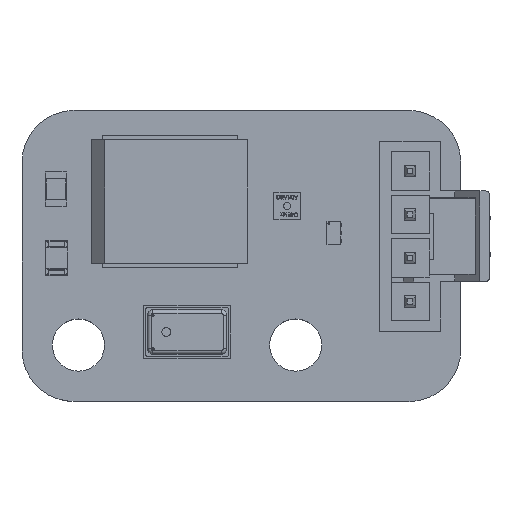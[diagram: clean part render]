
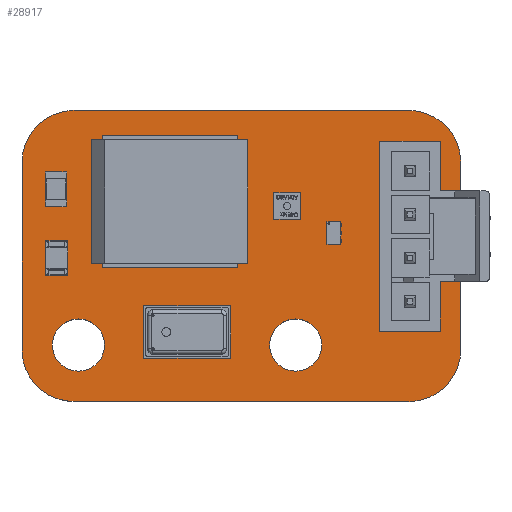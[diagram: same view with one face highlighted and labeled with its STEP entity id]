
A CAD part, top view. The second image highlights one B-rep face of the part: STEP entity #28917.
In plain terms, the highlighted planar face has unit normal (0, 0, 1).
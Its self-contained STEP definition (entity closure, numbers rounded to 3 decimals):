
#28659 = VERTEX_POINT('',#28660);
#28660 = CARTESIAN_POINT('',(9.625,8.375,1.6));
#28666 = EDGE_CURVE('',#28659,#28667,#28669,.T.);
#28667 = VERTEX_POINT('',#28668);
#28668 = CARTESIAN_POINT('',(12.623,5.543,1.6));
#28669 = CIRCLE('',#28670,2.998);
#28670 = AXIS2_PLACEMENT_3D('',#28671,#28672,#28673);
#28671 = CARTESIAN_POINT('',(9.629,5.377,1.6));
#28672 = DIRECTION('',(0.,0.,-1.));
#28673 = DIRECTION('',(-0.001,1.,0.));
#28701 = VERTEX_POINT('',#28702);
#28702 = CARTESIAN_POINT('',(-9.625,8.375,1.6));
#28708 = EDGE_CURVE('',#28701,#28659,#28709,.T.);
#28709 = LINE('',#28710,#28711);
#28710 = CARTESIAN_POINT('',(-9.625,8.375,1.6));
#28711 = VECTOR('',#28712,1.);
#28712 = DIRECTION('',(1.,0.,0.));
#28730 = EDGE_CURVE('',#28667,#28731,#28733,.T.);
#28731 = VERTEX_POINT('',#28732);
#28732 = CARTESIAN_POINT('',(12.625,5.375,1.6));
#28733 = LINE('',#28734,#28735);
#28734 = CARTESIAN_POINT('',(12.623,5.543,1.6));
#28735 = VECTOR('',#28736,1.);
#28736 = DIRECTION('',(0.014,-1.,0.));
#28917 = ADVANCED_FACE('',(#28918,#28996,#29007,#29018,#29029,#29040,
    #29051,#29062),#29073,.T.);
#28918 = FACE_BOUND('',#28919,.T.);
#28919 = EDGE_LOOP('',(#28920,#28921,#28922,#28930,#28939,#28947,#28955,
    #28964,#28972,#28980,#28989,#28995));
#28920 = ORIENTED_EDGE('',*,*,#28666,.F.);
#28921 = ORIENTED_EDGE('',*,*,#28708,.F.);
#28922 = ORIENTED_EDGE('',*,*,#28923,.F.);
#28923 = EDGE_CURVE('',#28924,#28701,#28926,.T.);
#28924 = VERTEX_POINT('',#28925);
#28925 = CARTESIAN_POINT('',(-9.793,8.373,1.6));
#28926 = LINE('',#28927,#28928);
#28927 = CARTESIAN_POINT('',(-9.793,8.373,1.6));
#28928 = VECTOR('',#28929,1.);
#28929 = DIRECTION('',(1.,0.014,0.));
#28930 = ORIENTED_EDGE('',*,*,#28931,.F.);
#28931 = EDGE_CURVE('',#28932,#28924,#28934,.T.);
#28932 = VERTEX_POINT('',#28933);
#28933 = CARTESIAN_POINT('',(-12.625,5.375,1.6));
#28934 = CIRCLE('',#28935,2.998);
#28935 = AXIS2_PLACEMENT_3D('',#28936,#28937,#28938);
#28936 = CARTESIAN_POINT('',(-9.627,5.379,1.6));
#28937 = DIRECTION('',(0.,0.,-1.));
#28938 = DIRECTION('',(-1.,-0.001,-0.));
#28939 = ORIENTED_EDGE('',*,*,#28940,.F.);
#28940 = EDGE_CURVE('',#28941,#28932,#28943,.T.);
#28941 = VERTEX_POINT('',#28942);
#28942 = CARTESIAN_POINT('',(-12.625,-5.375,1.6));
#28943 = LINE('',#28944,#28945);
#28944 = CARTESIAN_POINT('',(-12.625,-5.375,1.6));
#28945 = VECTOR('',#28946,1.);
#28946 = DIRECTION('',(0.,1.,0.));
#28947 = ORIENTED_EDGE('',*,*,#28948,.F.);
#28948 = EDGE_CURVE('',#28949,#28941,#28951,.T.);
#28949 = VERTEX_POINT('',#28950);
#28950 = CARTESIAN_POINT('',(-12.623,-5.543,1.6));
#28951 = LINE('',#28952,#28953);
#28952 = CARTESIAN_POINT('',(-12.623,-5.543,1.6));
#28953 = VECTOR('',#28954,1.);
#28954 = DIRECTION('',(-0.014,1.,0.));
#28955 = ORIENTED_EDGE('',*,*,#28956,.F.);
#28956 = EDGE_CURVE('',#28957,#28949,#28959,.T.);
#28957 = VERTEX_POINT('',#28958);
#28958 = CARTESIAN_POINT('',(-9.625,-8.375,1.6));
#28959 = CIRCLE('',#28960,2.998);
#28960 = AXIS2_PLACEMENT_3D('',#28961,#28962,#28963);
#28961 = CARTESIAN_POINT('',(-9.629,-5.377,1.6));
#28962 = DIRECTION('',(0.,0.,-1.));
#28963 = DIRECTION('',(0.001,-1.,0.));
#28964 = ORIENTED_EDGE('',*,*,#28965,.F.);
#28965 = EDGE_CURVE('',#28966,#28957,#28968,.T.);
#28966 = VERTEX_POINT('',#28967);
#28967 = CARTESIAN_POINT('',(9.625,-8.375,1.6));
#28968 = LINE('',#28969,#28970);
#28969 = CARTESIAN_POINT('',(9.625,-8.375,1.6));
#28970 = VECTOR('',#28971,1.);
#28971 = DIRECTION('',(-1.,0.,0.));
#28972 = ORIENTED_EDGE('',*,*,#28973,.F.);
#28973 = EDGE_CURVE('',#28974,#28966,#28976,.T.);
#28974 = VERTEX_POINT('',#28975);
#28975 = CARTESIAN_POINT('',(9.793,-8.373,1.6));
#28976 = LINE('',#28977,#28978);
#28977 = CARTESIAN_POINT('',(9.793,-8.373,1.6));
#28978 = VECTOR('',#28979,1.);
#28979 = DIRECTION('',(-1.,-0.014,0.));
#28980 = ORIENTED_EDGE('',*,*,#28981,.F.);
#28981 = EDGE_CURVE('',#28982,#28974,#28984,.T.);
#28982 = VERTEX_POINT('',#28983);
#28983 = CARTESIAN_POINT('',(12.625,-5.375,1.6));
#28984 = CIRCLE('',#28985,2.998);
#28985 = AXIS2_PLACEMENT_3D('',#28986,#28987,#28988);
#28986 = CARTESIAN_POINT('',(9.627,-5.379,1.6));
#28987 = DIRECTION('',(0.,0.,-1.));
#28988 = DIRECTION('',(1.,0.001,0.));
#28989 = ORIENTED_EDGE('',*,*,#28990,.F.);
#28990 = EDGE_CURVE('',#28731,#28982,#28991,.T.);
#28991 = LINE('',#28992,#28993);
#28992 = CARTESIAN_POINT('',(12.625,5.375,1.6));
#28993 = VECTOR('',#28994,1.);
#28994 = DIRECTION('',(0.,-1.,0.));
#28995 = ORIENTED_EDGE('',*,*,#28730,.F.);
#28996 = FACE_BOUND('',#28997,.T.);
#28997 = EDGE_LOOP('',(#28998));
#28998 = ORIENTED_EDGE('',*,*,#28999,.T.);
#28999 = EDGE_CURVE('',#29000,#29000,#29002,.T.);
#29000 = VERTEX_POINT('',#29001);
#29001 = CARTESIAN_POINT('',(-9.375,-6.625,1.6));
#29002 = CIRCLE('',#29003,1.5);
#29003 = AXIS2_PLACEMENT_3D('',#29004,#29005,#29006);
#29004 = CARTESIAN_POINT('',(-9.375,-5.125,1.6));
#29005 = DIRECTION('',(-0.,0.,-1.));
#29006 = DIRECTION('',(-0.,-1.,0.));
#29007 = FACE_BOUND('',#29008,.T.);
#29008 = EDGE_LOOP('',(#29009));
#29009 = ORIENTED_EDGE('',*,*,#29010,.T.);
#29010 = EDGE_CURVE('',#29011,#29011,#29013,.T.);
#29011 = VERTEX_POINT('',#29012);
#29012 = CARTESIAN_POINT('',(3.125,-6.625,1.6));
#29013 = CIRCLE('',#29014,1.5);
#29014 = AXIS2_PLACEMENT_3D('',#29015,#29016,#29017);
#29015 = CARTESIAN_POINT('',(3.125,-5.125,1.6));
#29016 = DIRECTION('',(-0.,0.,-1.));
#29017 = DIRECTION('',(-0.,-1.,0.));
#29018 = FACE_BOUND('',#29019,.T.);
#29019 = EDGE_LOOP('',(#29020));
#29020 = ORIENTED_EDGE('',*,*,#29021,.T.);
#29021 = EDGE_CURVE('',#29022,#29022,#29024,.T.);
#29022 = VERTEX_POINT('',#29023);
#29023 = CARTESIAN_POINT('',(9.625,-3.225,1.6));
#29024 = CIRCLE('',#29025,0.6);
#29025 = AXIS2_PLACEMENT_3D('',#29026,#29027,#29028);
#29026 = CARTESIAN_POINT('',(9.625,-2.625,1.6));
#29027 = DIRECTION('',(-0.,0.,-1.));
#29028 = DIRECTION('',(-0.,-1.,0.));
#29029 = FACE_BOUND('',#29030,.T.);
#29030 = EDGE_LOOP('',(#29031));
#29031 = ORIENTED_EDGE('',*,*,#29032,.T.);
#29032 = EDGE_CURVE('',#29033,#29033,#29035,.T.);
#29033 = VERTEX_POINT('',#29034);
#29034 = CARTESIAN_POINT('',(9.625,-0.725,1.6));
#29035 = CIRCLE('',#29036,0.6);
#29036 = AXIS2_PLACEMENT_3D('',#29037,#29038,#29039);
#29037 = CARTESIAN_POINT('',(9.625,-0.125,1.6));
#29038 = DIRECTION('',(-0.,0.,-1.));
#29039 = DIRECTION('',(-0.,-1.,0.));
#29040 = FACE_BOUND('',#29041,.T.);
#29041 = EDGE_LOOP('',(#29042));
#29042 = ORIENTED_EDGE('',*,*,#29043,.T.);
#29043 = EDGE_CURVE('',#29044,#29044,#29046,.T.);
#29044 = VERTEX_POINT('',#29045);
#29045 = CARTESIAN_POINT('',(10.965,0.475,1.6));
#29046 = CIRCLE('',#29047,0.65);
#29047 = AXIS2_PLACEMENT_3D('',#29048,#29049,#29050);
#29048 = CARTESIAN_POINT('',(10.965,1.125,1.6));
#29049 = DIRECTION('',(-0.,0.,-1.));
#29050 = DIRECTION('',(-0.,-1.,0.));
#29051 = FACE_BOUND('',#29052,.T.);
#29052 = EDGE_LOOP('',(#29053));
#29053 = ORIENTED_EDGE('',*,*,#29054,.T.);
#29054 = EDGE_CURVE('',#29055,#29055,#29057,.T.);
#29055 = VERTEX_POINT('',#29056);
#29056 = CARTESIAN_POINT('',(9.625,1.775,1.6));
#29057 = CIRCLE('',#29058,0.6);
#29058 = AXIS2_PLACEMENT_3D('',#29059,#29060,#29061);
#29059 = CARTESIAN_POINT('',(9.625,2.375,1.6));
#29060 = DIRECTION('',(-0.,0.,-1.));
#29061 = DIRECTION('',(-0.,-1.,0.));
#29062 = FACE_BOUND('',#29063,.T.);
#29063 = EDGE_LOOP('',(#29064));
#29064 = ORIENTED_EDGE('',*,*,#29065,.T.);
#29065 = EDGE_CURVE('',#29066,#29066,#29068,.T.);
#29066 = VERTEX_POINT('',#29067);
#29067 = CARTESIAN_POINT('',(9.625,4.275,1.6));
#29068 = CIRCLE('',#29069,0.6);
#29069 = AXIS2_PLACEMENT_3D('',#29070,#29071,#29072);
#29070 = CARTESIAN_POINT('',(9.625,4.875,1.6));
#29071 = DIRECTION('',(-0.,0.,-1.));
#29072 = DIRECTION('',(-0.,-1.,0.));
#29073 = PLANE('',#29074);
#29074 = AXIS2_PLACEMENT_3D('',#29075,#29076,#29077);
#29075 = CARTESIAN_POINT('',(0.,0.,1.6));
#29076 = DIRECTION('',(0.,0.,1.));
#29077 = DIRECTION('',(1.,0.,-0.));
